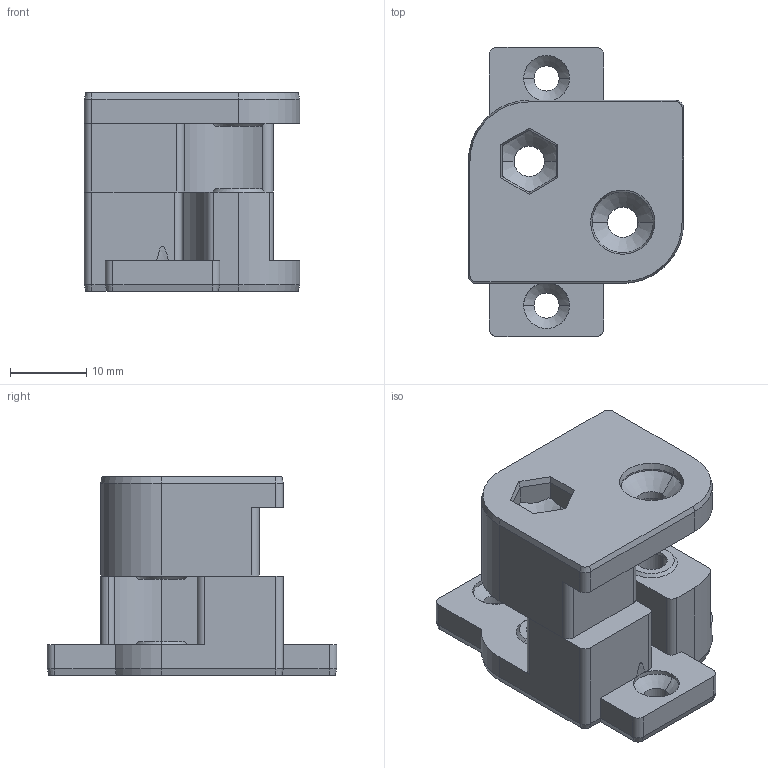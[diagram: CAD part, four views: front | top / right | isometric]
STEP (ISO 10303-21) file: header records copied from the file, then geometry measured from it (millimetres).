
FILE_DESCRIPTION (( 'STEP AP203' ), '1' );
FILE_NAME ('v2_slot5_x_idle_pulley_mount_L_closed.STEP', '2018-02-17T11:18:20', ( 'Admin' ), ( '' ), 'SwSTEP 2.0', 'SolidWorks 2013', '' );
FILE_SCHEMA (( 'CONFIG_CONTROL_DESIGN' ));
Length unit declared in the file: millimetre
Products named in the file (1): v2_slot5_x_idle_pulley_mount_L_closed
Bounding box: 28.27 x 38 x 26 mm (x, y, z)
Volume: 11327.4 mm3; surface area: 6235.7 mm2
Topology: 2 solids, 2 shells, 192 faces, 466 edges, 285 vertices
Faces by surface type: plane 87, cone 57, cylinder 48
Entity records: 5788 total; most frequent: CARTESIAN_POINT 1104, DIRECTION 1005, ORIENTED_EDGE 932, EDGE_CURVE 466, AXIS2_PLACEMENT_3D 364, VERTEX_POINT 285, LINE 277, VECTOR 277
